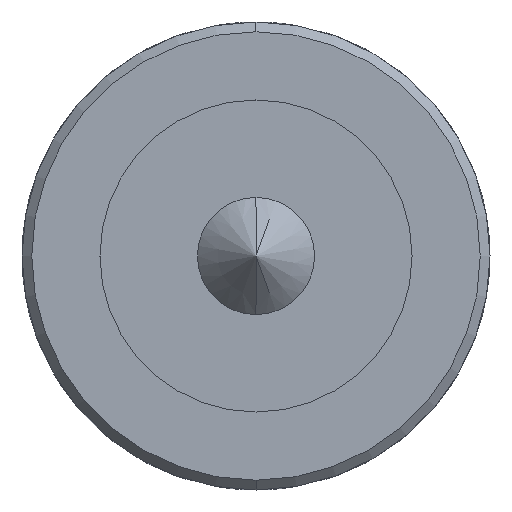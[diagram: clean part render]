
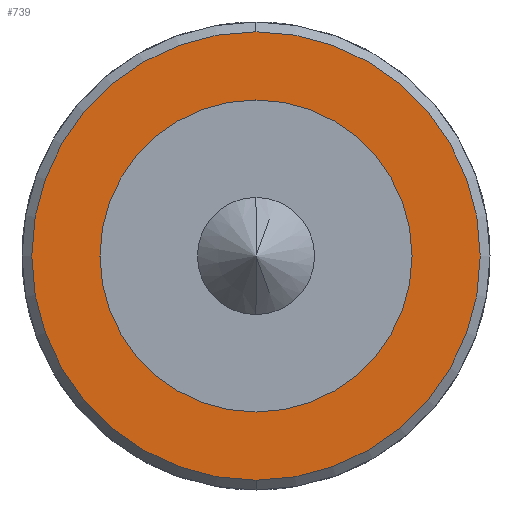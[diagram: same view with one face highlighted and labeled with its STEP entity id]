
A CAD part, left-side view. The second image highlights one B-rep face of the part: STEP entity #739.
In plain terms, the highlighted planar face has unit normal (-1, 0, 0).
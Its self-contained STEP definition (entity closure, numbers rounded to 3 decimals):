
#58 = DIRECTION ( 'NONE',  ( 0., 0., -1. ) ) ;
#59 = DIRECTION ( 'NONE',  ( -1., 0., 0. ) ) ;
#60 = CARTESIAN_POINT ( 'NONE',  ( -6., 0., 0. ) ) ;
#61 = DIRECTION ( 'NONE',  ( 0., 0., -1. ) ) ;
#62 = DIRECTION ( 'NONE',  ( 1., 0., 0. ) ) ;
#63 = CARTESIAN_POINT ( 'NONE',  ( -6., 0., 0. ) ) ;
#153 = DIRECTION ( 'NONE',  ( 1., 0., 0. ) ) ;
#154 = CARTESIAN_POINT ( 'NONE',  ( -6., 0., 0. ) ) ;
#177 = DIRECTION ( 'NONE',  ( 0., 0., -1. ) ) ;
#178 = DIRECTION ( 'NONE',  ( -1., 0., 0. ) ) ;
#183 = CARTESIAN_POINT ( 'NONE',  ( -6., 0., 0. ) ) ;
#244 = CARTESIAN_POINT ( 'NONE',  ( -6., 0., -4. ) ) ;
#251 = CARTESIAN_POINT ( 'NONE',  ( -6., 0., 4. ) ) ;
#252 = CARTESIAN_POINT ( 'NONE',  ( -6., 0., -5.75 ) ) ;
#253 = CARTESIAN_POINT ( 'NONE',  ( -6., 0., 5.75 ) ) ;
#312 = VERTEX_POINT ( 'NONE', #253 ) ;
#313 = VERTEX_POINT ( 'NONE', #252 ) ;
#314 = VERTEX_POINT ( 'NONE', #251 ) ;
#322 = VERTEX_POINT ( 'NONE', #244 ) ;
#323 = CARTESIAN_POINT ( 'NONE',  ( -6., -6., 0. ) ) ;
#339 = EDGE_LOOP ( 'NONE', ( #434, #427 ) ) ;
#340 = EDGE_LOOP ( 'NONE', ( #436, #431 ) ) ;
#364 = PLANE ( 'NONE',  #513 ) ;
#384 = DIRECTION ( 'NONE',  ( 0., 0., -1. ) ) ;
#389 = DIRECTION ( 'NONE',  ( 1., 0., 0. ) ) ;
#400 = DIRECTION ( 'NONE',  ( 0., 0., -1. ) ) ;
#427 = ORIENTED_EDGE ( 'NONE', *, *, #716, .T. ) ;
#431 = ORIENTED_EDGE ( 'NONE', *, *, #679, .T. ) ;
#434 = ORIENTED_EDGE ( 'NONE', *, *, #687, .T. ) ;
#436 = ORIENTED_EDGE ( 'NONE', *, *, #717, .T. ) ;
#496 = FACE_OUTER_BOUND ( 'NONE', #340, .T. ) ;
#513 = AXIS2_PLACEMENT_3D ( 'NONE', #323, #389, #400 ) ;
#522 = AXIS2_PLACEMENT_3D ( 'NONE', #63, #62, #61 ) ;
#556 = FACE_BOUND ( 'NONE', #339, .T. ) ;
#563 = AXIS2_PLACEMENT_3D ( 'NONE', #60, #59, #58 ) ;
#637 = CIRCLE ( 'NONE', #563, 5.75 ) ;
#639 = CIRCLE ( 'NONE', #522, 4. ) ;
#651 = CIRCLE ( 'NONE', #741, 4. ) ;
#655 = CIRCLE ( 'NONE', #745, 5.75 ) ;
#679 = EDGE_CURVE ( 'NONE', #312, #313, #655, .T. ) ;
#687 = EDGE_CURVE ( 'NONE', #322, #314, #651, .T. ) ;
#716 = EDGE_CURVE ( 'NONE', #314, #322, #639, .T. ) ;
#717 = EDGE_CURVE ( 'NONE', #313, #312, #637, .T. ) ;
#739 = ADVANCED_FACE ( 'NONE', ( #496, #556 ), #364, .F. ) ;
#741 = AXIS2_PLACEMENT_3D ( 'NONE', #154, #153, #384 ) ;
#745 = AXIS2_PLACEMENT_3D ( 'NONE', #183, #178, #177 ) ;
